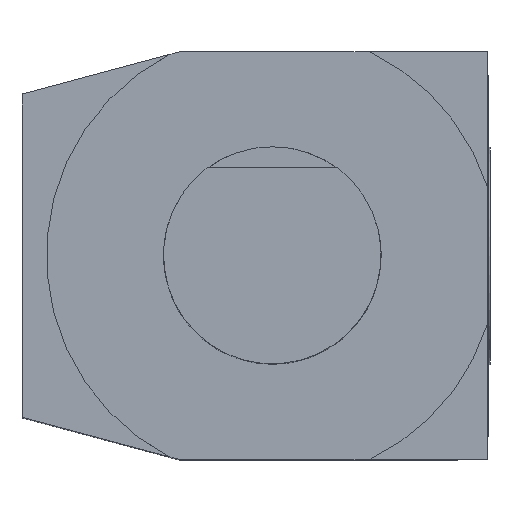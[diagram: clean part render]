
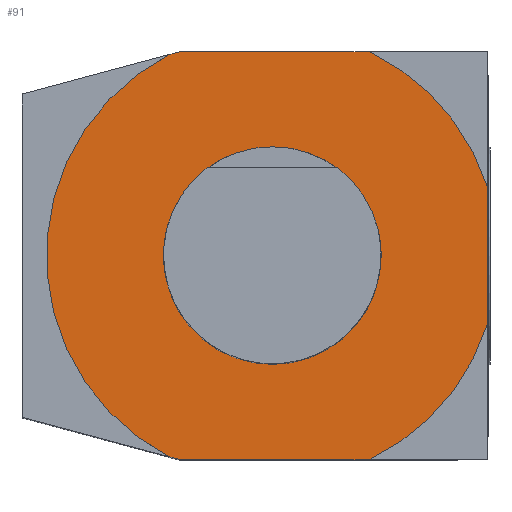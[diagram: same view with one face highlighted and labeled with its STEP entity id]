
A CAD part, top view. The second image highlights one B-rep face of the part: STEP entity #91.
In plain terms, the highlighted planar face has unit normal (0, 0, 1).
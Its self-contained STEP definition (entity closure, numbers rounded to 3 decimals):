
#60=FACE_OUTER_BOUND('',#186,.T.);
#91=ADVANCED_FACE('',(#60),#126,.F.);
#126=PLANE('',#660);
#149=CIRCLE('',#657,41.5);
#150=CIRCLE('',#658,41.5);
#151=CIRCLE('',#659,41.5);
#186=EDGE_LOOP('',(#232,#233,#234,#235,#236,#237,#238,#239));
#232=ORIENTED_EDGE('',*,*,#449,.T.);
#233=ORIENTED_EDGE('',*,*,#450,.T.);
#234=ORIENTED_EDGE('',*,*,#451,.F.);
#235=ORIENTED_EDGE('',*,*,#452,.T.);
#236=ORIENTED_EDGE('',*,*,#453,.T.);
#237=ORIENTED_EDGE('',*,*,#454,.T.);
#238=ORIENTED_EDGE('',*,*,#455,.T.);
#239=ORIENTED_EDGE('',*,*,#456,.T.);
#394=VERTEX_POINT('',#924);
#395=VERTEX_POINT('',#925);
#396=VERTEX_POINT('',#927);
#397=VERTEX_POINT('',#929);
#398=VERTEX_POINT('',#931);
#399=VERTEX_POINT('',#933);
#400=VERTEX_POINT('',#935);
#401=VERTEX_POINT('',#937);
#449=EDGE_CURVE('',#394,#395,#149,.T.);
#450=EDGE_CURVE('',#395,#396,#528,.T.);
#451=EDGE_CURVE('',#397,#396,#529,.T.);
#452=EDGE_CURVE('',#397,#398,#150,.T.);
#453=EDGE_CURVE('',#398,#399,#530,.T.);
#454=EDGE_CURVE('',#399,#400,#151,.T.);
#455=EDGE_CURVE('',#400,#401,#531,.T.);
#456=EDGE_CURVE('',#401,#394,#532,.T.);
#528=LINE('',#926,#582);
#529=LINE('',#928,#583);
#530=LINE('',#932,#584);
#531=LINE('',#936,#585);
#532=LINE('',#938,#586);
#582=VECTOR('',#738,1.);
#583=VECTOR('',#739,1.);
#584=VECTOR('',#742,1.);
#585=VECTOR('',#745,1.);
#586=VECTOR('',#746,1.);
#657=AXIS2_PLACEMENT_3D('',#923,#736,#737);
#658=AXIS2_PLACEMENT_3D('',#930,#740,#741);
#659=AXIS2_PLACEMENT_3D('',#934,#743,#744);
#660=AXIS2_PLACEMENT_3D('',#939,#747,#748);
#736=DIRECTION('',(0.,0.,1.));
#737=DIRECTION('',(0.,1.,0.));
#738=DIRECTION('',(0.966,-0.259,0.));
#739=DIRECTION('',(-1.,0.,0.));
#740=DIRECTION('',(0.,0.,1.));
#741=DIRECTION('',(0.,1.,0.));
#742=DIRECTION('',(0.,1.,0.));
#743=DIRECTION('',(0.,0.,1.));
#744=DIRECTION('',(0.,1.,0.));
#745=DIRECTION('',(-1.,0.,0.));
#746=DIRECTION('',(-0.966,-0.259,0.));
#747=DIRECTION('',(0.,0.,-1.));
#748=DIRECTION('',(0.,-1.,0.));
#923=CARTESIAN_POINT('',(0.,0.,0.));
#924=CARTESIAN_POINT('',(-18.811,36.992,0.));
#925=CARTESIAN_POINT('',(-18.811,-36.992,0.));
#926=CARTESIAN_POINT('',(-20.883,-36.437,0.));
#927=CARTESIAN_POINT('',(-16.914,-37.5,0.));
#928=CARTESIAN_POINT('',(0.,-37.5,0.));
#929=CARTESIAN_POINT('',(17.776,-37.5,0.));
#930=CARTESIAN_POINT('',(0.,0.,0.));
#931=CARTESIAN_POINT('',(39.5,-12.728,0.));
#932=CARTESIAN_POINT('',(39.5,41.5,0.));
#933=CARTESIAN_POINT('',(39.5,12.728,0.));
#934=CARTESIAN_POINT('',(0.,0.,0.));
#935=CARTESIAN_POINT('',(17.776,37.5,0.));
#936=CARTESIAN_POINT('',(0.,37.5,0.));
#937=CARTESIAN_POINT('',(-16.914,37.5,0.));
#938=CARTESIAN_POINT('',(-0.133,41.997,0.));
#939=CARTESIAN_POINT('',(0.,41.5,0.));
